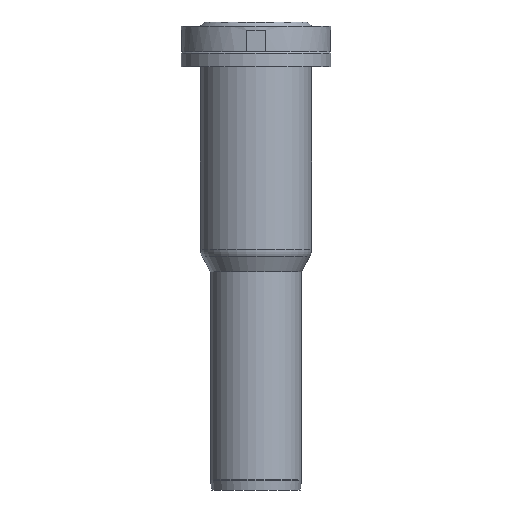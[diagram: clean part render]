
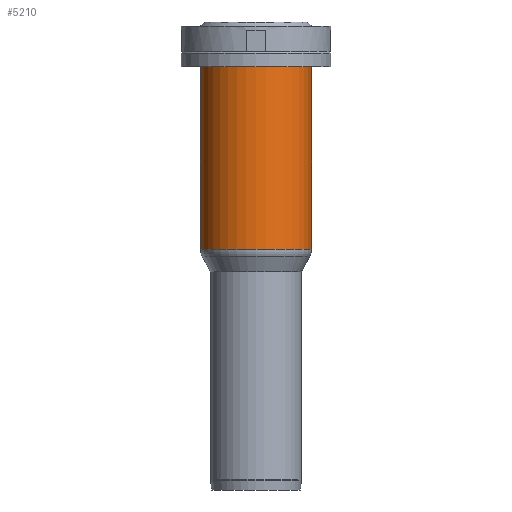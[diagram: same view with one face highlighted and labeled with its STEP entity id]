
A CAD part, front view. The second image highlights one B-rep face of the part: STEP entity #5210.
In plain terms, the highlighted cylindrical face has radius 445 mm (diameter 890 mm), a full revolution.
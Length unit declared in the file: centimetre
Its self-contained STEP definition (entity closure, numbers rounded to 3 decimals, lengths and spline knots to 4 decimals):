
#359=CYLINDRICAL_SURFACE('',#5867,44.5);
#713=LINE('',#10222,#1068);
#1068=VECTOR('',#7528,44.5);
#1390=FACE_OUTER_BOUND('',#1709,.T.);
#1709=EDGE_LOOP('',(#4878,#4879,#4880,#4881,#4882,#4883));
#2045=CIRCLE('',#5839,44.5);
#2048=CIRCLE('',#5842,44.5);
#2055=CIRCLE('',#5852,44.5);
#2056=CIRCLE('',#5853,44.5);
#2549=VERTEX_POINT('',#10172);
#2550=VERTEX_POINT('',#10173);
#2557=VERTEX_POINT('',#10193);
#2558=VERTEX_POINT('',#10195);
#3312=EDGE_CURVE('',#2549,#2550,#2045,.T.);
#3315=EDGE_CURVE('',#2550,#2549,#2048,.T.);
#3323=EDGE_CURVE('',#2557,#2558,#2055,.T.);
#3324=EDGE_CURVE('',#2558,#2557,#2056,.T.);
#3337=EDGE_CURVE('',#2558,#2549,#713,.T.);
#4878=ORIENTED_EDGE('',*,*,#3323,.F.);
#4879=ORIENTED_EDGE('',*,*,#3324,.F.);
#4880=ORIENTED_EDGE('',*,*,#3337,.T.);
#4881=ORIENTED_EDGE('',*,*,#3315,.F.);
#4882=ORIENTED_EDGE('',*,*,#3312,.F.);
#4883=ORIENTED_EDGE('',*,*,#3337,.F.);
#5210=ADVANCED_FACE('',(#1390),#359,.T.);
#5839=AXIS2_PLACEMENT_3D('',#10174,#7465,#7466);
#5842=AXIS2_PLACEMENT_3D('',#10178,#7471,#7472);
#5852=AXIS2_PLACEMENT_3D('',#10196,#7492,#7493);
#5853=AXIS2_PLACEMENT_3D('',#10197,#7494,#7495);
#5867=AXIS2_PLACEMENT_3D('',#10221,#7526,#7527);
#7465=DIRECTION('center_axis',(0.,0.,1.));
#7466=DIRECTION('ref_axis',(1.,0.,0.));
#7471=DIRECTION('center_axis',(0.,0.,1.));
#7472=DIRECTION('ref_axis',(1.,0.,0.));
#7492=DIRECTION('center_axis',(0.,0.,-1.));
#7493=DIRECTION('ref_axis',(1.,0.,0.));
#7494=DIRECTION('center_axis',(0.,0.,-1.));
#7495=DIRECTION('ref_axis',(1.,0.,0.));
#7526=DIRECTION('center_axis',(0.,0.,-1.));
#7527=DIRECTION('ref_axis',(-1.,0.,0.));
#7528=DIRECTION('',(0.,0.,1.));
#10172=CARTESIAN_POINT('',(44.5,0.,344.9769));
#10173=CARTESIAN_POINT('',(-44.5,0.,344.9769));
#10174=CARTESIAN_POINT('Origin',(0.,0.,344.9769));
#10178=CARTESIAN_POINT('Origin',(0.,0.,344.9769));
#10193=CARTESIAN_POINT('',(0.,-44.5,192.7481));
#10195=CARTESIAN_POINT('',(44.5,0.,192.7481));
#10196=CARTESIAN_POINT('Origin',(0.,0.,
192.7481));
#10197=CARTESIAN_POINT('Origin',(0.,0.,
192.7481));
#10221=CARTESIAN_POINT('Origin',(0.,0.,
198.8759));
#10222=CARTESIAN_POINT('',(44.5,0.,198.8759));
